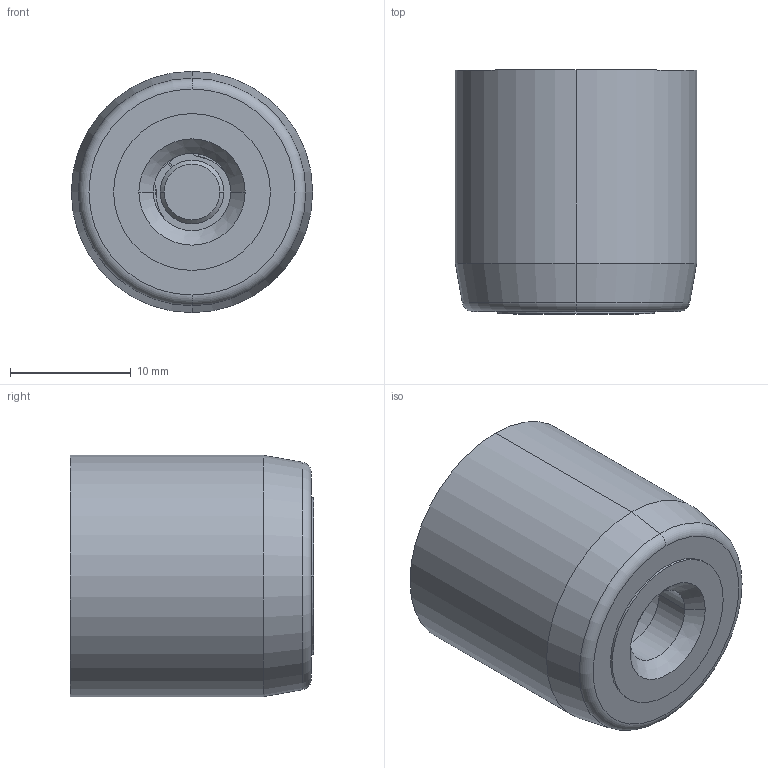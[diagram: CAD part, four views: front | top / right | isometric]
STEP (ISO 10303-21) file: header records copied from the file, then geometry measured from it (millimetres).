
FILE_DESCRIPTION (( 'STEP AP214' ), '1' );
FILE_NAME ('VA201720.STEP', '2013-06-27T11:28:27', ( '' ), ( '' ), 'SwSTEP 2.0', 'SolidWorks 2011', '' );
FILE_SCHEMA (( 'AUTOMOTIVE_DESIGN' ));
Length unit declared in the file: millimetre
Products named in the file (7): VA 161320-6_Circlip DIN 471 - 5 x 0.6; VA201720; VA 161320-5; VA 161320-4; VA 161320-3 COMPRIMIDO; VA 201720-1; VA 201720-2
Assembly tree (6 placements, depth 2):
  VA201720
    VA 201720-2
    VA 161320-4
    VA 201720-1
    VA 161320-5
    VA 161320-3 COMPRIMIDO
    VA 161320-6_Circlip DIN 471 - 5 x 0.6
Bounding box: 20 x 20.2 x 20 mm (x, y, z)
Volume: 5534.9 mm3; surface area: 4370.6 mm2
Topology: 6 solids, 6 shells, 134 faces, 311 edges, 196 vertices
Faces by surface type: plane 67, cylinder 45, cone 16, torus 4, bspline 2
Entity records: 5243 total; most frequent: CARTESIAN_POINT 1784, DIRECTION 699, ORIENTED_EDGE 622, EDGE_CURVE 311, AXIS2_PLACEMENT_3D 259, VERTEX_POINT 196, LINE 181, VECTOR 181
